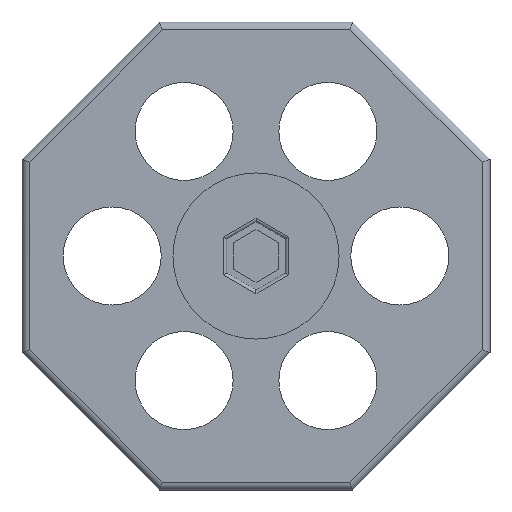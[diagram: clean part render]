
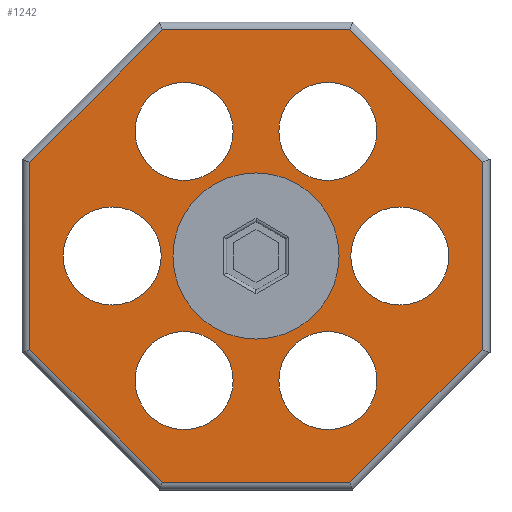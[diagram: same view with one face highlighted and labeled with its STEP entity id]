
A CAD part, front view. The second image highlights one B-rep face of the part: STEP entity #1242.
In plain terms, the highlighted planar face has unit normal (0, -1, 0).
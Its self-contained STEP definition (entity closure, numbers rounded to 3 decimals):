
#17=FACE_BOUND('',#204,.T.);
#18=FACE_BOUND('',#205,.T.);
#19=FACE_BOUND('',#206,.T.);
#20=FACE_BOUND('',#207,.T.);
#21=FACE_BOUND('',#208,.T.);
#22=FACE_BOUND('',#209,.T.);
#23=FACE_BOUND('',#210,.T.);
#33=CIRCLE('',#1324,7.5);
#35=CIRCLE('',#1327,7.5);
#37=CIRCLE('',#1330,7.5);
#39=CIRCLE('',#1333,7.5);
#41=CIRCLE('',#1336,7.5);
#43=CIRCLE('',#1339,7.5);
#45=CIRCLE('',#1344,12.7);
#65=PLANE('',#1365);
#129=FACE_OUTER_BOUND('',#203,.T.);
#203=EDGE_LOOP('',(#1000,#1001,#1002,#1003,#1004,#1005,#1006,#1007));
#204=EDGE_LOOP('',(#1008));
#205=EDGE_LOOP('',(#1009));
#206=EDGE_LOOP('',(#1010));
#207=EDGE_LOOP('',(#1011));
#208=EDGE_LOOP('',(#1012));
#209=EDGE_LOOP('',(#1013));
#210=EDGE_LOOP('',(#1014));
#321=LINE('',#1905,#458);
#323=LINE('',#1913,#460);
#326=LINE('',#1921,#463);
#328=LINE('',#1927,#465);
#330=LINE('',#1933,#467);
#331=LINE('',#1937,#468);
#334=LINE('',#1945,#471);
#336=LINE('',#1949,#473);
#458=VECTOR('',#1554,10.);
#460=VECTOR('',#1562,10.);
#463=VECTOR('',#1569,10.);
#465=VECTOR('',#1575,10.);
#467=VECTOR('',#1581,10.);
#468=VECTOR('',#1586,10.);
#471=VECTOR('',#1593,10.);
#473=VECTOR('',#1599,10.);
#577=VERTEX_POINT('',#1861);
#579=VERTEX_POINT('',#1867);
#581=VERTEX_POINT('',#1873);
#583=VERTEX_POINT('',#1879);
#585=VERTEX_POINT('',#1885);
#587=VERTEX_POINT('',#1891);
#589=VERTEX_POINT('',#1899);
#590=VERTEX_POINT('',#1903);
#591=VERTEX_POINT('',#1904);
#594=VERTEX_POINT('',#1912);
#597=VERTEX_POINT('',#1920);
#599=VERTEX_POINT('',#1926);
#601=VERTEX_POINT('',#1932);
#602=VERTEX_POINT('',#1936);
#605=VERTEX_POINT('',#1944);
#703=EDGE_CURVE('',#577,#577,#33,.T.);
#706=EDGE_CURVE('',#579,#579,#35,.T.);
#709=EDGE_CURVE('',#581,#581,#37,.T.);
#712=EDGE_CURVE('',#583,#583,#39,.T.);
#715=EDGE_CURVE('',#585,#585,#41,.T.);
#718=EDGE_CURVE('',#587,#587,#43,.T.);
#722=EDGE_CURVE('',#589,#589,#45,.T.);
#723=EDGE_CURVE('',#590,#591,#321,.T.);
#727=EDGE_CURVE('',#591,#594,#323,.T.);
#731=EDGE_CURVE('',#594,#597,#326,.T.);
#734=EDGE_CURVE('',#597,#599,#328,.T.);
#737=EDGE_CURVE('',#599,#601,#330,.T.);
#739=EDGE_CURVE('',#602,#590,#331,.T.);
#743=EDGE_CURVE('',#601,#605,#334,.T.);
#746=EDGE_CURVE('',#605,#602,#336,.T.);
#1000=ORIENTED_EDGE('',*,*,#723,.F.);
#1001=ORIENTED_EDGE('',*,*,#739,.F.);
#1002=ORIENTED_EDGE('',*,*,#746,.F.);
#1003=ORIENTED_EDGE('',*,*,#743,.F.);
#1004=ORIENTED_EDGE('',*,*,#737,.F.);
#1005=ORIENTED_EDGE('',*,*,#734,.F.);
#1006=ORIENTED_EDGE('',*,*,#731,.F.);
#1007=ORIENTED_EDGE('',*,*,#727,.F.);
#1008=ORIENTED_EDGE('',*,*,#703,.T.);
#1009=ORIENTED_EDGE('',*,*,#706,.T.);
#1010=ORIENTED_EDGE('',*,*,#709,.T.);
#1011=ORIENTED_EDGE('',*,*,#712,.T.);
#1012=ORIENTED_EDGE('',*,*,#715,.T.);
#1013=ORIENTED_EDGE('',*,*,#718,.T.);
#1014=ORIENTED_EDGE('',*,*,#722,.T.);
#1242=ADVANCED_FACE('',(#129,#17,#18,#19,#20,#21,#22,#23),#65,.F.);
#1324=AXIS2_PLACEMENT_3D('',#1862,#1503,#1504);
#1327=AXIS2_PLACEMENT_3D('',#1868,#1510,#1511);
#1330=AXIS2_PLACEMENT_3D('',#1874,#1517,#1518);
#1333=AXIS2_PLACEMENT_3D('',#1880,#1524,#1525);
#1336=AXIS2_PLACEMENT_3D('',#1886,#1531,#1532);
#1339=AXIS2_PLACEMENT_3D('',#1892,#1538,#1539);
#1344=AXIS2_PLACEMENT_3D('',#1901,#1550,#1551);
#1365=AXIS2_PLACEMENT_3D('',#1968,#1617,#1618);
#1503=DIRECTION('center_axis',(0.,1.,0.));
#1504=DIRECTION('ref_axis',(1.,0.,0.));
#1510=DIRECTION('center_axis',(0.,1.,0.));
#1511=DIRECTION('ref_axis',(1.,0.,0.));
#1517=DIRECTION('center_axis',(0.,1.,0.));
#1518=DIRECTION('ref_axis',(1.,0.,0.));
#1524=DIRECTION('center_axis',(0.,1.,0.));
#1525=DIRECTION('ref_axis',(1.,0.,0.));
#1531=DIRECTION('center_axis',(0.,1.,0.));
#1532=DIRECTION('ref_axis',(1.,0.,0.));
#1538=DIRECTION('center_axis',(0.,1.,0.));
#1539=DIRECTION('ref_axis',(1.,0.,0.));
#1550=DIRECTION('center_axis',(0.,1.,0.));
#1551=DIRECTION('ref_axis',(1.,0.,0.));
#1554=DIRECTION('',(0.707,0.,0.707));
#1562=DIRECTION('',(1.,0.,0.));
#1569=DIRECTION('',(0.707,0.,-0.707));
#1575=DIRECTION('',(0.,0.,-1.));
#1581=DIRECTION('',(-0.707,0.,-0.707));
#1586=DIRECTION('',(0.,0.,1.));
#1593=DIRECTION('',(-1.,0.,0.));
#1599=DIRECTION('',(-0.707,0.,0.707));
#1617=DIRECTION('center_axis',(0.,1.,0.));
#1618=DIRECTION('ref_axis',(0.,0.,1.));
#1861=CARTESIAN_POINT('',(-29.5,0.,0.));
#1862=CARTESIAN_POINT('Origin',(-22.,0.,0.));
#1867=CARTESIAN_POINT('',(-18.5,0.,19.053));
#1868=CARTESIAN_POINT('Origin',(-11.,0.,19.053));
#1873=CARTESIAN_POINT('',(3.5,0.,-19.053));
#1874=CARTESIAN_POINT('Origin',(11.,0.,-19.053));
#1879=CARTESIAN_POINT('',(-18.5,0.,-19.053));
#1880=CARTESIAN_POINT('Origin',(-11.,0.,-19.053));
#1885=CARTESIAN_POINT('',(3.5,0.,19.053));
#1886=CARTESIAN_POINT('Origin',(11.,0.,19.053));
#1891=CARTESIAN_POINT('',(14.5,0.,0.));
#1892=CARTESIAN_POINT('Origin',(22.,0.,0.));
#1899=CARTESIAN_POINT('',(-12.7,0.,0.));
#1901=CARTESIAN_POINT('Origin',(0.,0.,0.));
#1903=CARTESIAN_POINT('',(-34.592,0.,14.328));
#1904=CARTESIAN_POINT('',(-14.328,0.,34.592));
#1905=CARTESIAN_POINT('',(-29.702,0.,19.219));
#1912=CARTESIAN_POINT('',(14.328,0.,34.592));
#1913=CARTESIAN_POINT('',(-7.413,0.,34.592));
#1920=CARTESIAN_POINT('',(34.592,0.,14.328));
#1921=CARTESIAN_POINT('',(19.219,0.,29.702));
#1926=CARTESIAN_POINT('',(34.592,0.,-14.328));
#1927=CARTESIAN_POINT('',(34.592,0.,7.413));
#1932=CARTESIAN_POINT('',(14.328,0.,-34.592));
#1933=CARTESIAN_POINT('',(29.702,0.,-19.219));
#1936=CARTESIAN_POINT('',(-34.592,0.,-14.328));
#1937=CARTESIAN_POINT('',(-34.592,0.,-7.413));
#1944=CARTESIAN_POINT('',(-14.328,0.,-34.592));
#1945=CARTESIAN_POINT('',(7.413,0.,-34.592));
#1949=CARTESIAN_POINT('',(-19.219,0.,-29.702));
#1968=CARTESIAN_POINT('Origin',(0.,0.,0.));
